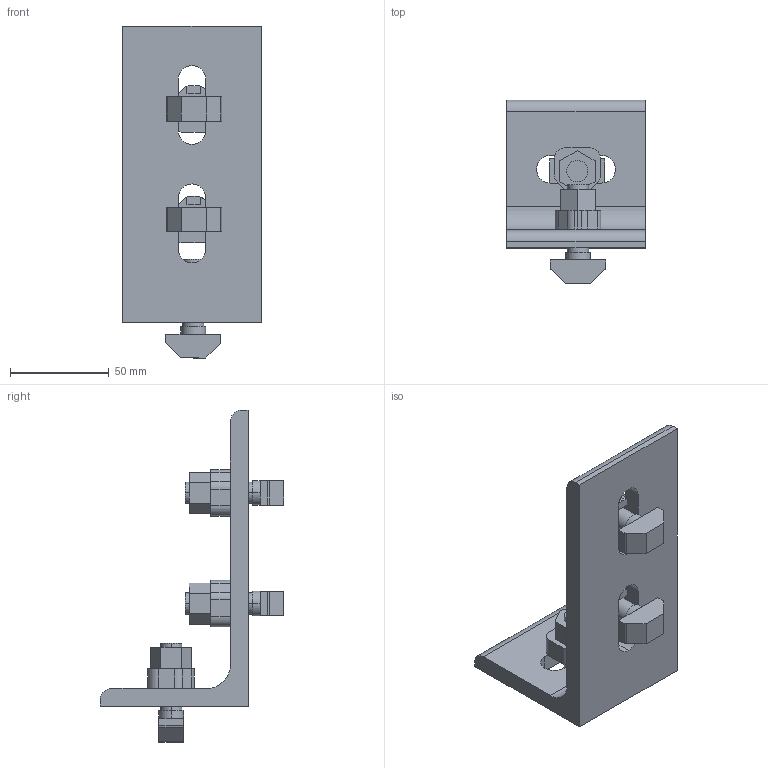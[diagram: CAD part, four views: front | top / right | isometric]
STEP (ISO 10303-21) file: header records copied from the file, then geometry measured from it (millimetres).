
FILE_DESCRIPTION (( 'STEP AP214' ), '1' );
FILE_NAME ('R954-116.STEP', '2024-06-18T10:40:44', ( '' ), ( '' ), 'SwSTEP 2.0', 'SolidWorks 2024', '' );
FILE_SCHEMA (( 'AUTOMOTIVE_DESIGN' ));
Length unit declared in the file: millimetre
Products named in the file (3): R954-116; R951-510
Assembly tree (4 placements, depth 2):
  R954-116
    R954-116
    R951-510  x3
Bounding box: 70 x 93.1 x 168.1 mm (x, y, z)
Volume: 161538.2 mm3; surface area: 49497.4 mm2
Topology: 4 solids, 4 shells, 224 faces, 564 edges, 363 vertices
Faces by surface type: plane 158, cylinder 66
Entity records: 2902 total; most frequent: CARTESIAN_POINT 500, DIRECTION 496, ORIENTED_EDGE 472, EDGE_CURVE 236, LINE 166, VECTOR 166, AXIS2_PLACEMENT_3D 165, VERTEX_POINT 153
